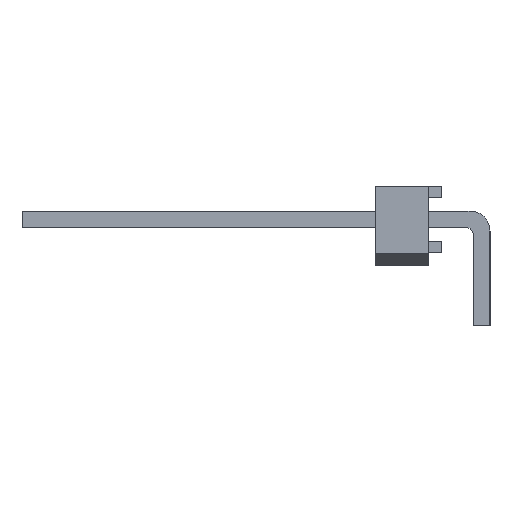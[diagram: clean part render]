
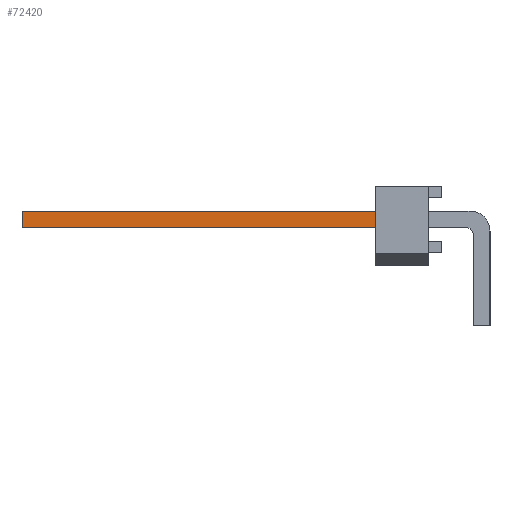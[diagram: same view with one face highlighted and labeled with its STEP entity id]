
A CAD part, left-side view. The second image highlights one B-rep face of the part: STEP entity #72420.
In plain terms, the highlighted face is planar.
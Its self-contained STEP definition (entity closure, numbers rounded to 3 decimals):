
#69419 = VERTEX_POINT('',#69420);
#69420 = CARTESIAN_POINT('',(60.008,17.526,-0.318));
#69426 = EDGE_CURVE('',#69427,#69419,#69429,.T.);
#69427 = VERTEX_POINT('',#69428);
#69428 = CARTESIAN_POINT('',(60.008,2.921,-0.318));
#69429 = LINE('',#69430,#69431);
#69430 = CARTESIAN_POINT('',(60.008,0.445,-0.318));
#69431 = VECTOR('',#69432,1.);
#69432 = DIRECTION('',(0.,1.,0.));
#71339 = VERTEX_POINT('',#71340);
#71340 = CARTESIAN_POINT('',(60.008,2.921,0.318));
#71346 = EDGE_CURVE('',#71347,#71339,#71349,.T.);
#71347 = VERTEX_POINT('',#71348);
#71348 = CARTESIAN_POINT('',(60.008,17.526,0.318));
#71349 = LINE('',#71350,#71351);
#71350 = CARTESIAN_POINT('',(60.008,17.526,0.318));
#71351 = VECTOR('',#71352,1.);
#71352 = DIRECTION('',(0.,-1.,0.));
#72409 = EDGE_CURVE('',#69419,#71347,#72410,.T.);
#72410 = LINE('',#72411,#72412);
#72411 = CARTESIAN_POINT('',(60.008,17.526,-0.318));
#72412 = VECTOR('',#72413,1.);
#72413 = DIRECTION('',(0.,0.,1.));
#72420 = ADVANCED_FACE('',(#72421),#72432,.T.);
#72421 = FACE_BOUND('',#72422,.T.);
#72422 = EDGE_LOOP('',(#72423,#72424,#72430,#72431));
#72423 = ORIENTED_EDGE('',*,*,#71346,.T.);
#72424 = ORIENTED_EDGE('',*,*,#72425,.T.);
#72425 = EDGE_CURVE('',#71339,#69427,#72426,.T.);
#72426 = LINE('',#72427,#72428);
#72427 = CARTESIAN_POINT('',(60.008,2.921,0.445));
#72428 = VECTOR('',#72429,1.);
#72429 = DIRECTION('',(0.,0.,-1.));
#72430 = ORIENTED_EDGE('',*,*,#69426,.T.);
#72431 = ORIENTED_EDGE('',*,*,#72409,.T.);
#72432 = PLANE('',#72433);
#72433 = AXIS2_PLACEMENT_3D('',#72434,#72435,#72436);
#72434 = CARTESIAN_POINT('',(60.008,0.445,0.445));
#72435 = DIRECTION('',(1.,0.,0.));
#72436 = DIRECTION('',(0.,0.,-1.));
